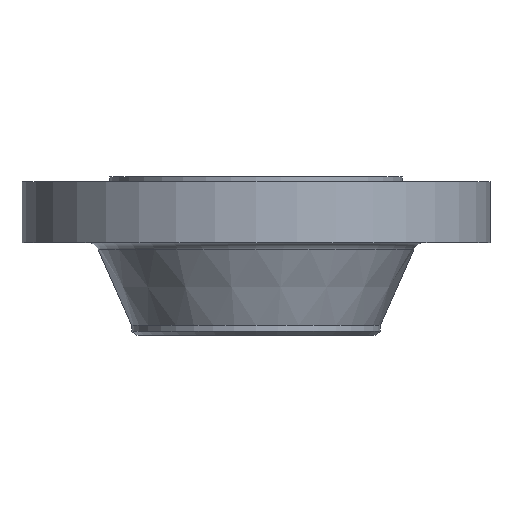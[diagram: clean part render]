
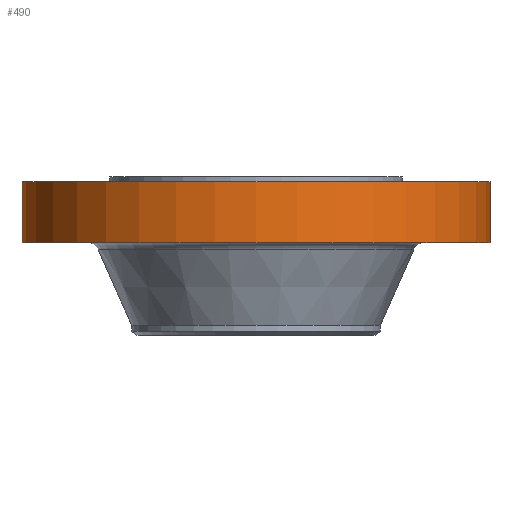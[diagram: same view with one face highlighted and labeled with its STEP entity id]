
A CAD part, front view. The second image highlights one B-rep face of the part: STEP entity #490.
In plain terms, the highlighted cylindrical face has radius 304.8 mm (diameter 609.6 mm), a partial arc.
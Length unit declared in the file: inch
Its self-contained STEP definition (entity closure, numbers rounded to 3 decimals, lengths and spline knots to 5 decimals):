
#29 = VERTEX_POINT ( 'NONE', #1409 ) ;
#58 = EDGE_CURVE ( 'NONE', #29, #1104, #1385, .T. ) ;
#157 = ORIENTED_EDGE ( 'NONE', *, *, #1889, .F. ) ;
#309 = AXIS2_PLACEMENT_3D ( 'NONE', #1680, #545, #373 ) ;
#366 = DIRECTION ( 'NONE',  ( 0., 0., 1. ) ) ;
#373 = DIRECTION ( 'NONE',  ( 1., 0., 0. ) ) ;
#375 = CARTESIAN_POINT ( 'NONE',  ( -12., 0., 0. ) ) ;
#478 = EDGE_LOOP ( 'NONE', ( #157, #1372, #1507, #1933 ) ) ;
#490 = ADVANCED_FACE ( 'NONE', ( #1116 ), #1764, .T. ) ;
#545 = DIRECTION ( 'NONE',  ( 0., 0., 1. ) ) ;
#584 = VECTOR ( 'NONE', #1664, 39.37008 ) ;
#736 = CARTESIAN_POINT ( 'NONE',  ( -12., 0., -0.25 ) ) ;
#755 = EDGE_CURVE ( 'NONE', #797, #1104, #923, .T. ) ;
#797 = VERTEX_POINT ( 'NONE', #736 ) ;
#827 = CIRCLE ( 'NONE', #1839, 12. ) ;
#923 = CIRCLE ( 'NONE', #309, 12. ) ;
#944 = CARTESIAN_POINT ( 'NONE',  ( 12., 0., 0. ) ) ;
#981 = VERTEX_POINT ( 'NONE', #1657 ) ;
#1006 = DIRECTION ( 'NONE',  ( 1., 0., 0. ) ) ;
#1104 = VERTEX_POINT ( 'NONE', #1186 ) ;
#1116 = FACE_OUTER_BOUND ( 'NONE', #478, .T. ) ;
#1186 = CARTESIAN_POINT ( 'NONE',  ( 12., 0., -0.25 ) ) ;
#1248 = AXIS2_PLACEMENT_3D ( 'NONE', #1802, #366, #1006 ) ;
#1296 = DIRECTION ( 'NONE',  ( 0., 0., 1. ) ) ;
#1329 = CARTESIAN_POINT ( 'NONE',  ( 0., 0., -3.375 ) ) ;
#1372 = ORIENTED_EDGE ( 'NONE', *, *, #1598, .T. ) ;
#1385 = LINE ( 'NONE', #944, #1597 ) ;
#1409 = CARTESIAN_POINT ( 'NONE',  ( 12., 0., -3.375 ) ) ;
#1459 = DIRECTION ( 'NONE',  ( 1., 0., 0. ) ) ;
#1507 = ORIENTED_EDGE ( 'NONE', *, *, #58, .T. ) ;
#1586 = DIRECTION ( 'NONE',  ( 0., 0., 1. ) ) ;
#1597 = VECTOR ( 'NONE', #1586, 39.37008 ) ;
#1598 = EDGE_CURVE ( 'NONE', #981, #29, #827, .T. ) ;
#1657 = CARTESIAN_POINT ( 'NONE',  ( -12., 0., -3.375 ) ) ;
#1664 = DIRECTION ( 'NONE',  ( 0., 0., 1. ) ) ;
#1680 = CARTESIAN_POINT ( 'NONE',  ( 0., 0., -0.25 ) ) ;
#1689 = LINE ( 'NONE', #375, #584 ) ;
#1764 = CYLINDRICAL_SURFACE ( 'NONE', #1248, 12. ) ;
#1802 = CARTESIAN_POINT ( 'NONE',  ( 0., 0., 0. ) ) ;
#1839 = AXIS2_PLACEMENT_3D ( 'NONE', #1329, #1296, #1459 ) ;
#1889 = EDGE_CURVE ( 'NONE', #981, #797, #1689, .T. ) ;
#1933 = ORIENTED_EDGE ( 'NONE', *, *, #755, .F. ) ;
